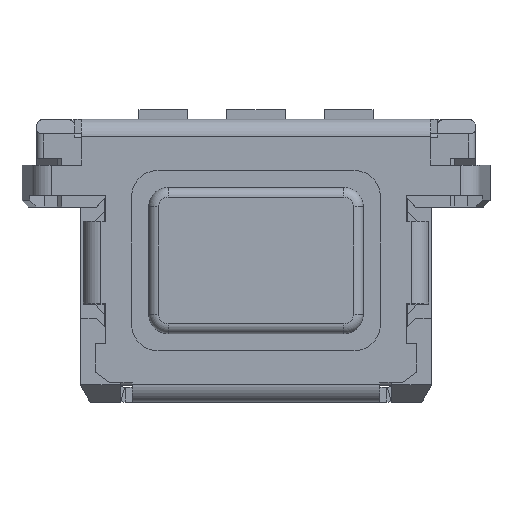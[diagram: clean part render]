
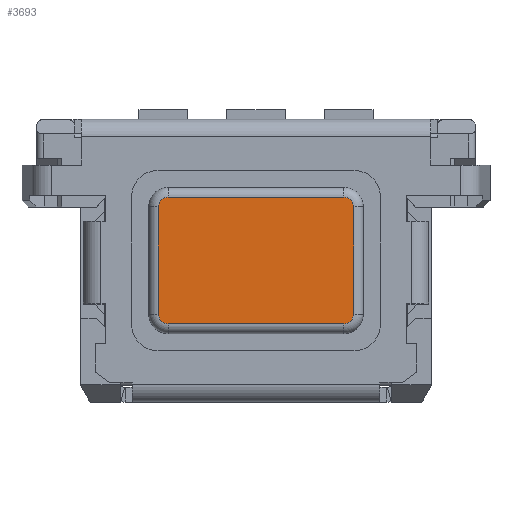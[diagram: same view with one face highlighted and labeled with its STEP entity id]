
A CAD part, top view. The second image highlights one B-rep face of the part: STEP entity #3693.
In plain terms, the highlighted planar face has unit normal (0, 0, 1).
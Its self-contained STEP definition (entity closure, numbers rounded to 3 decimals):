
#670 = CARTESIAN_POINT ( 'NONE',  ( -1., -1.1, 1.3 ) ) ;
#1078 = ORIENTED_EDGE ( 'NONE', *, *, #11241, .T. ) ;
#1346 = CARTESIAN_POINT ( 'NONE',  ( -0.9, 0., 1.3 ) ) ;
#1633 = FACE_OUTER_BOUND ( 'NONE', #1909, .T. ) ;
#1909 = EDGE_LOOP ( 'NONE', ( #12704, #2937, #6695, #4854, #6473, #7508, #13930, #1078 ) ) ;
#2040 = AXIS2_PLACEMENT_3D ( 'NONE', #3738, #6602, #4797 ) ;
#2071 = EDGE_CURVE ( 'NONE', #6050, #11132, #2829, .T. ) ;
#2115 = EDGE_CURVE ( 'NONE', #8155, #12845, #7453, .T. ) ;
#2431 = CARTESIAN_POINT ( 'NONE',  ( 0.9, 0., 1.3 ) ) ;
#2536 = VECTOR ( 'NONE', #8468, 1000. ) ;
#2754 = AXIS2_PLACEMENT_3D ( 'NONE', #4179, #12822, #3085 ) ;
#2829 = LINE ( 'NONE', #13754, #7598 ) ;
#2937 = ORIENTED_EDGE ( 'NONE', *, *, #4727, .T. ) ;
#3085 = DIRECTION ( 'NONE',  ( 1., 0., 0. ) ) ;
#3117 = CARTESIAN_POINT ( 'NONE',  ( -0.9, -1.2, 1.3 ) ) ;
#3333 = CARTESIAN_POINT ( 'NONE',  ( 1., -1.1, 1.3 ) ) ;
#3465 = DIRECTION ( 'NONE',  ( 1., 0., 0. ) ) ;
#3601 = VECTOR ( 'NONE', #3899, 1000. ) ;
#3660 = CARTESIAN_POINT ( 'NONE',  ( -0.9, 0.1, 1.3 ) ) ;
#3693 = ADVANCED_FACE ( 'NONE', ( #1633 ), #11718, .T. ) ;
#3738 = CARTESIAN_POINT ( 'NONE',  ( -0.9, -1.1, 1.3 ) ) ;
#3899 = DIRECTION ( 'NONE',  ( 1., 0., 0. ) ) ;
#4101 = VERTEX_POINT ( 'NONE', #3117 ) ;
#4179 = CARTESIAN_POINT ( 'NONE',  ( 0.9, 0., 1.3 ) ) ;
#4609 = AXIS2_PLACEMENT_3D ( 'NONE', #8499, #9459, #12580 ) ;
#4727 = EDGE_CURVE ( 'NONE', #10710, #6050, #12530, .T. ) ;
#4797 = DIRECTION ( 'NONE',  ( 1., 0., 0. ) ) ;
#4854 = ORIENTED_EDGE ( 'NONE', *, *, #5312, .T. ) ;
#4949 = CARTESIAN_POINT ( 'NONE',  ( 0.9, -1.2, 1.3 ) ) ;
#5117 = LINE ( 'NONE', #3660, #5146 ) ;
#5146 = VECTOR ( 'NONE', #7069, 1000. ) ;
#5193 = CIRCLE ( 'NONE', #2040, 0.1 ) ;
#5312 = EDGE_CURVE ( 'NONE', #11132, #4101, #5193, .T. ) ;
#5369 = AXIS2_PLACEMENT_3D ( 'NONE', #2431, #7795, #9686 ) ;
#6050 = VERTEX_POINT ( 'NONE', #8145 ) ;
#6431 = EDGE_CURVE ( 'NONE', #12845, #11932, #11938, .T. ) ;
#6473 = ORIENTED_EDGE ( 'NONE', *, *, #13270, .T. ) ;
#6602 = DIRECTION ( 'NONE',  ( 0., 0., 1. ) ) ;
#6609 = DIRECTION ( 'NONE',  ( 0., 0., 1. ) ) ;
#6695 = ORIENTED_EDGE ( 'NONE', *, *, #2071, .T. ) ;
#7069 = DIRECTION ( 'NONE',  ( -1., 0., 0. ) ) ;
#7453 = CIRCLE ( 'NONE', #4609, 0.1 ) ;
#7508 = ORIENTED_EDGE ( 'NONE', *, *, #2115, .T. ) ;
#7598 = VECTOR ( 'NONE', #9284, 1000. ) ;
#7795 = DIRECTION ( 'NONE',  ( 0., 0., 1. ) ) ;
#8145 = CARTESIAN_POINT ( 'NONE',  ( -1., 0., 1.3 ) ) ;
#8155 = VERTEX_POINT ( 'NONE', #10480 ) ;
#8398 = LINE ( 'NONE', #4949, #3601 ) ;
#8468 = DIRECTION ( 'NONE',  ( 0., 1., 0. ) ) ;
#8499 = CARTESIAN_POINT ( 'NONE',  ( 0.9, -1.1, 1.3 ) ) ;
#9175 = CIRCLE ( 'NONE', #5369, 0.1 ) ;
#9284 = DIRECTION ( 'NONE',  ( 0., -1., 0. ) ) ;
#9459 = DIRECTION ( 'NONE',  ( 0., 0., 1. ) ) ;
#9686 = DIRECTION ( 'NONE',  ( 1., 0., 0. ) ) ;
#10199 = CARTESIAN_POINT ( 'NONE',  ( -0.9, 0.1, 1.3 ) ) ;
#10460 = CARTESIAN_POINT ( 'NONE',  ( 1., 0., 1.3 ) ) ;
#10480 = CARTESIAN_POINT ( 'NONE',  ( 0.9, -1.2, 1.3 ) ) ;
#10710 = VERTEX_POINT ( 'NONE', #10199 ) ;
#11132 = VERTEX_POINT ( 'NONE', #670 ) ;
#11241 = EDGE_CURVE ( 'NONE', #11932, #13284, #9175, .T. ) ;
#11429 = EDGE_CURVE ( 'NONE', #13284, #10710, #5117, .T. ) ;
#11718 = PLANE ( 'NONE',  #2754 ) ;
#11919 = AXIS2_PLACEMENT_3D ( 'NONE', #1346, #6609, #3465 ) ;
#11932 = VERTEX_POINT ( 'NONE', #12149 ) ;
#11938 = LINE ( 'NONE', #10460, #2536 ) ;
#12149 = CARTESIAN_POINT ( 'NONE',  ( 1., 0., 1.3 ) ) ;
#12527 = CARTESIAN_POINT ( 'NONE',  ( 0.9, 0.1, 1.3 ) ) ;
#12530 = CIRCLE ( 'NONE', #11919, 0.1 ) ;
#12580 = DIRECTION ( 'NONE',  ( 1., 0., 0. ) ) ;
#12704 = ORIENTED_EDGE ( 'NONE', *, *, #11429, .T. ) ;
#12822 = DIRECTION ( 'NONE',  ( 0., 0., 1. ) ) ;
#12845 = VERTEX_POINT ( 'NONE', #3333 ) ;
#13270 = EDGE_CURVE ( 'NONE', #4101, #8155, #8398, .T. ) ;
#13284 = VERTEX_POINT ( 'NONE', #12527 ) ;
#13754 = CARTESIAN_POINT ( 'NONE',  ( -1., -1.1, 1.3 ) ) ;
#13930 = ORIENTED_EDGE ( 'NONE', *, *, #6431, .T. ) ;
